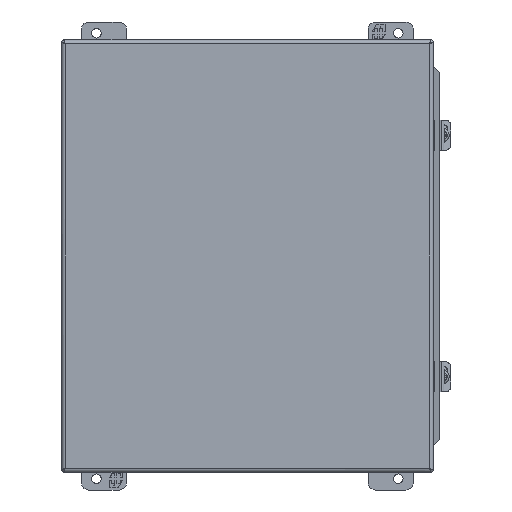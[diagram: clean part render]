
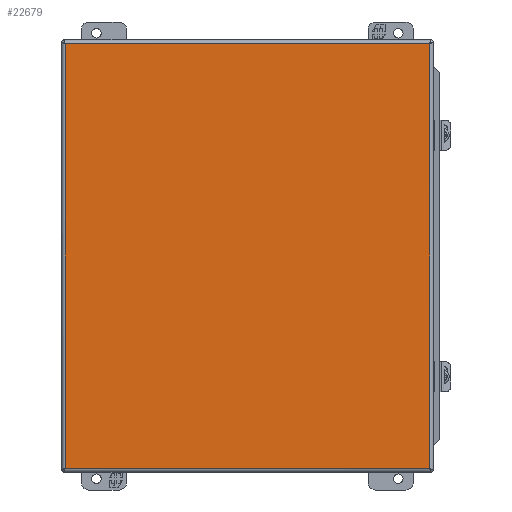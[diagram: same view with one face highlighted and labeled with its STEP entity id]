
A CAD part, front view. The second image highlights one B-rep face of the part: STEP entity #22679.
In plain terms, the highlighted planar face has unit normal (0, -1, 0).
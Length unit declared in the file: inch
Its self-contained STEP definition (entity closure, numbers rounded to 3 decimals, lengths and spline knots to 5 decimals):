
#164 = FACE_OUTER_BOUND ( 'NONE', #30395, .T. ) ;
#375 = VERTEX_POINT ( 'NONE', #21440 ) ;
#1725 = CARTESIAN_POINT ( 'NONE',  ( -6.0378, -8.19685, -7.15591 ) ) ;
#3735 = VECTOR ( 'NONE', #4032, 39.37008 ) ;
#4032 = DIRECTION ( 'NONE',  ( -1., 0., 0. ) ) ;
#7388 = EDGE_CURVE ( 'NONE', #8608, #30597, #35892, .T. ) ;
#7629 = DIRECTION ( 'NONE',  ( 1., 0., 0. ) ) ;
#8608 = VERTEX_POINT ( 'NONE', #28719 ) ;
#10547 = VECTOR ( 'NONE', #7629, 39.37008 ) ;
#10617 = CARTESIAN_POINT ( 'NONE',  ( 6.15591, -8.19685, -7.0378 ) ) ;
#10624 = ORIENTED_EDGE ( 'NONE', *, *, #7388, .T. ) ;
#10833 = PLANE ( 'NONE',  #25751 ) ;
#13884 = ORIENTED_EDGE ( 'NONE', *, *, #28921, .T. ) ;
#14486 = CARTESIAN_POINT ( 'NONE',  ( 6.0378, -8.19685, 7.0378 ) ) ;
#14972 = DIRECTION ( 'NONE',  ( 0., 0., 1. ) ) ;
#16023 = LINE ( 'NONE', #10617, #10547 ) ;
#16836 = DIRECTION ( 'NONE',  ( 0., -1., 0. ) ) ;
#17148 = ORIENTED_EDGE ( 'NONE', *, *, #32355, .T. ) ;
#21440 = CARTESIAN_POINT ( 'NONE',  ( -6.0378, -8.19685, 7.0378 ) ) ;
#22025 = DIRECTION ( 'NONE',  ( 0., 0., -1. ) ) ;
#22679 = ADVANCED_FACE ( 'NONE', ( #164 ), #10833, .T. ) ;
#22712 = VECTOR ( 'NONE', #22025, 39.37008 ) ;
#23471 = VERTEX_POINT ( 'NONE', #35432 ) ;
#24399 = EDGE_CURVE ( 'NONE', #30597, #375, #34582, .T. ) ;
#25751 = AXIS2_PLACEMENT_3D ( 'NONE', #30817, #16836, #37149 ) ;
#28719 = CARTESIAN_POINT ( 'NONE',  ( 6.0378, -8.19685, -7.0378 ) ) ;
#28921 = EDGE_CURVE ( 'NONE', #375, #23471, #36366, .T. ) ;
#30395 = EDGE_LOOP ( 'NONE', ( #13884, #17148, #10624, #36694 ) ) ;
#30597 = VERTEX_POINT ( 'NONE', #14486 ) ;
#30817 = CARTESIAN_POINT ( 'NONE',  ( 0., -8.19685, 0. ) ) ;
#31839 = VECTOR ( 'NONE', #14972, 39.37008 ) ;
#32355 = EDGE_CURVE ( 'NONE', #23471, #8608, #16023, .T. ) ;
#34343 = CARTESIAN_POINT ( 'NONE',  ( -6.15591, -8.19685, 7.0378 ) ) ;
#34582 = LINE ( 'NONE', #34343, #3735 ) ;
#34768 = CARTESIAN_POINT ( 'NONE',  ( 6.0378, -8.19685, 7.15591 ) ) ;
#35432 = CARTESIAN_POINT ( 'NONE',  ( -6.0378, -8.19685, -7.0378 ) ) ;
#35892 = LINE ( 'NONE', #34768, #31839 ) ;
#36366 = LINE ( 'NONE', #1725, #22712 ) ;
#36694 = ORIENTED_EDGE ( 'NONE', *, *, #24399, .T. ) ;
#37149 = DIRECTION ( 'NONE',  ( 0., 0., -1. ) ) ;
